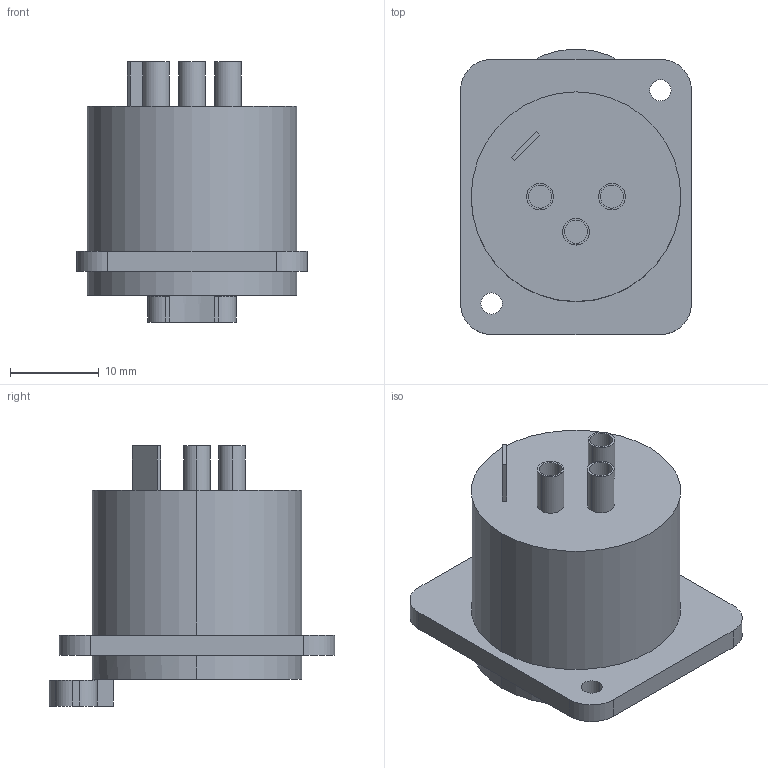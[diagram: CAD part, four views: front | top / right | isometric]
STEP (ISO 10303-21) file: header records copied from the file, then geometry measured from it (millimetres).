
FILE_DESCRIPTION((''),'2;1');
FILE_NAME('D-NC3FDM3-L-1','2009-09-21T',('odo'),(''),'PRO/ENGINEER BY PARAMETRIC TECHNOLOGY CORPORATION, 2009220','PRO/ENGINEER BY PARAMETRIC TECHNOLOGY CORPORATION, 2009220','');
FILE_SCHEMA(('AUTOMOTIVE_DESIGN_CC2 { 1 2 10303 214 -1 1 5 2 }'));
Length unit declared in the file: millimetre
Products named in the file (1): D-NC3FDM3-L-1
Bounding box: 26 x 32.12 x 29.3 mm (x, y, z)
Volume: 8821.1 mm3; surface area: 5514.3 mm2
Topology: 1 solids, 1 shells, 71 faces, 168 edges, 112 vertices
Faces by surface type: cylinder 39, plane 32
Entity records: 2657 total; most frequent: DIRECTION 392, CARTESIAN_POINT 351, ORIENTED_EDGE 336, PRESENTATION_STYLE_ASSIGNMENT 169, STYLED_ITEM 169, CURVE_STYLE 168, EDGE_CURVE 168, AXIS2_PLACEMENT_3D 153
